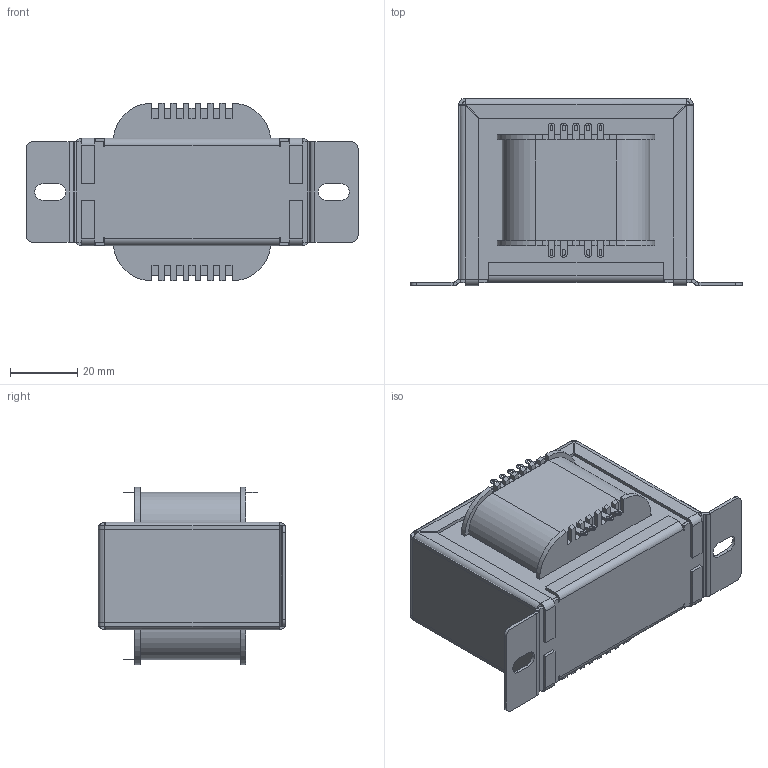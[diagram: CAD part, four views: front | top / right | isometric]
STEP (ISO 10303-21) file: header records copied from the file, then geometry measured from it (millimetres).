
FILE_DESCRIPTION (( 'STEP AP214' ), '1' );
FILE_NAME ('Transformer Plain.STEP', '2024-09-29T11:40:29', ( '' ), ( '' ), 'SwSTEP 2.0', 'SolidWorks 2022', '' );
FILE_SCHEMA (( 'AUTOMOTIVE_DESIGN' ));
Length unit declared in the file: millimetre
Products named in the file (1): Transformer Plain
Bounding box: 99 x 56 x 53 mm (x, y, z)
Volume: 100746.4 mm3; surface area: 74040 mm2
Topology: 19 solids, 19 shells, 726 faces, 1820 edges, 1144 vertices
Faces by surface type: plane 474, cylinder 124, bspline 124, sphere 4
Entity records: 32533 total; most frequent: CARTESIAN_POINT 12510, ORIENTED_EDGE 3632, DIRECTION 2831, EDGE_CURVE 1816, LINE 1201, VECTOR 1201, VERTEX_POINT 1144, AXIS2_PLACEMENT_3D 815
